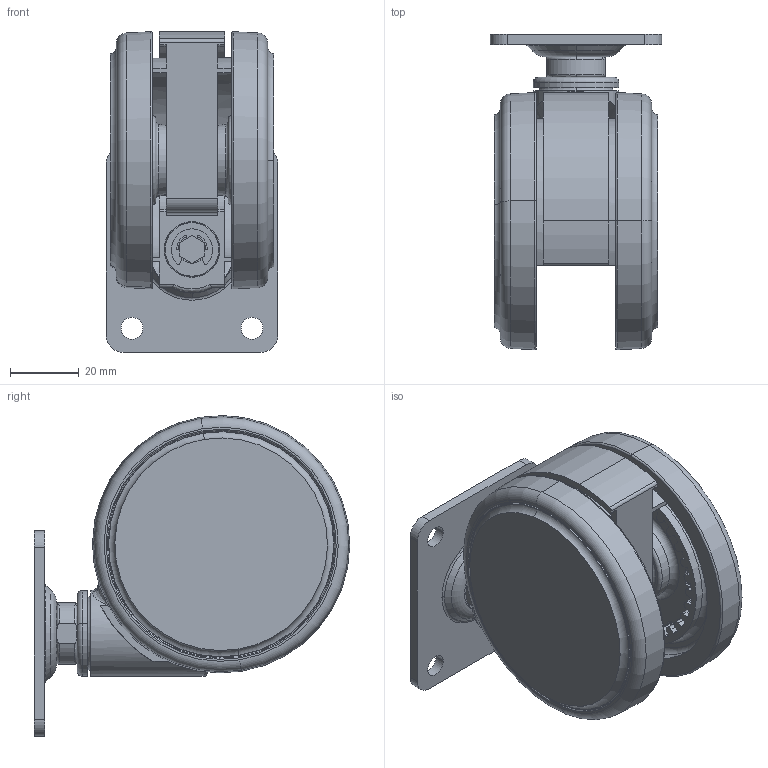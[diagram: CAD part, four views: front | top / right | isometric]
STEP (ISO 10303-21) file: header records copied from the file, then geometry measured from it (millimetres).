
FILE_DESCRIPTION (( 'STEP AP214' ), '1' );
FILE_NAME ('TCA-FZ75.STEP', '2016-08-05T02:07:32', ( '' ), ( '' ), 'SwSTEP 2.0', 'SolidWorks 2015', '' );
FILE_SCHEMA (( 'AUTOMOTIVE_DESIGN' ));
Length unit declared in the file: millimetre
Products named in the file (2): TCA-FZ75; caster
Assembly tree (1 placements, depth 2):
  TCA-FZ75
    caster
Bounding box: 50 x 92 x 93.5 mm (x, y, z)
Volume: 120349.3 mm3; surface area: 74778.1 mm2
Topology: 2 solids, 2 shells, 1831 faces, 4658 edges, 2746 vertices
Faces by surface type: cylinder 783, torus 463, plane 428, bspline 121, cone 36
Entity records: 58929 total; most frequent: CARTESIAN_POINT 14741, DIRECTION 9962, ORIENTED_EDGE 9072, EDGE_CURVE 4536, AXIS2_PLACEMENT_3D 4059, VERTEX_POINT 2746, CIRCLE 2345, EDGE_LOOP 1912
